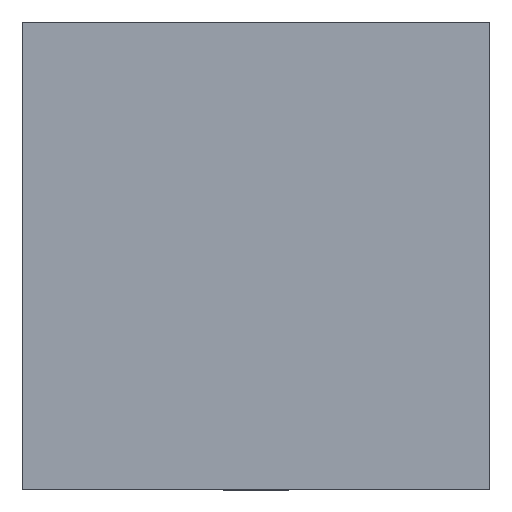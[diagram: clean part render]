
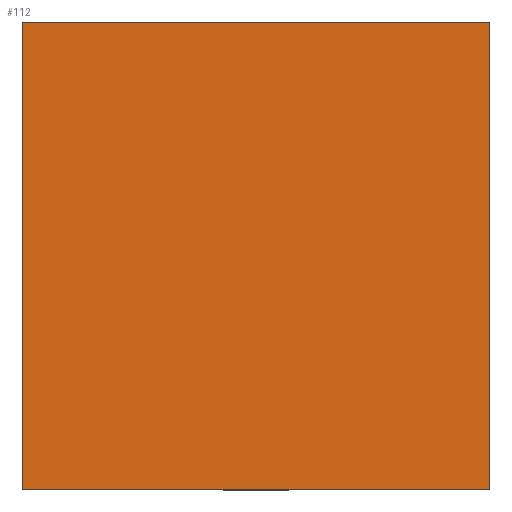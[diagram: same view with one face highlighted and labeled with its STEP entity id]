
A CAD part, top view. The second image highlights one B-rep face of the part: STEP entity #112.
In plain terms, the highlighted planar face has unit normal (0, 0, 1).
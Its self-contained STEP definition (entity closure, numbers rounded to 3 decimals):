
#4 = CARTESIAN_POINT ( 'NONE',  ( 0., 0., 0. ) ) ;
#16 = VERTEX_POINT ( 'NONE', #484 ) ;
#18 = CARTESIAN_POINT ( 'NONE',  ( 0.499, -0.499, 0. ) ) ;
#27 = CARTESIAN_POINT ( 'NONE',  ( 0.499, -0.499, 0. ) ) ;
#55 = DIRECTION ( 'NONE',  ( -1., 0., 0. ) ) ;
#76 = DIRECTION ( 'NONE',  ( 0., -1., 0. ) ) ;
#112 = ADVANCED_FACE ( 'NONE', ( #662 ), #470, .T. ) ;
#137 = AXIS2_PLACEMENT_3D ( 'NONE', #4, #243, #587 ) ;
#155 = EDGE_CURVE ( 'NONE', #581, #589, #643, .T. ) ;
#163 = LINE ( 'NONE', #27, #284 ) ;
#202 = VECTOR ( 'NONE', #55, 1000. ) ;
#236 = EDGE_CURVE ( 'NONE', #16, #578, #163, .T. ) ;
#238 = CARTESIAN_POINT ( 'NONE',  ( 0.499, -0.499, 0. ) ) ;
#243 = DIRECTION ( 'NONE',  ( 0., 0., 1. ) ) ;
#279 = ORIENTED_EDGE ( 'NONE', *, *, #155, .T. ) ;
#284 = VECTOR ( 'NONE', #497, 1000. ) ;
#290 = ORIENTED_EDGE ( 'NONE', *, *, #661, .T. ) ;
#295 = CARTESIAN_POINT ( 'NONE',  ( 0.499, 0.499, 0. ) ) ;
#315 = EDGE_CURVE ( 'NONE', #589, #16, #645, .T. ) ;
#321 = DIRECTION ( 'NONE',  ( 0., 1., 0. ) ) ;
#332 = VECTOR ( 'NONE', #76, 1000. ) ;
#337 = VECTOR ( 'NONE', #321, 1000. ) ;
#406 = CARTESIAN_POINT ( 'NONE',  ( 0.499, 0.499, 0. ) ) ;
#421 = CARTESIAN_POINT ( 'NONE',  ( -0.499, 0.499, 0. ) ) ;
#422 = EDGE_LOOP ( 'NONE', ( #545, #604, #290, #279 ) ) ;
#470 = PLANE ( 'NONE',  #137 ) ;
#484 = CARTESIAN_POINT ( 'NONE',  ( -0.499, -0.499, 0. ) ) ;
#497 = DIRECTION ( 'NONE',  ( 1., 0., 0. ) ) ;
#545 = ORIENTED_EDGE ( 'NONE', *, *, #315, .T. ) ;
#578 = VERTEX_POINT ( 'NONE', #238 ) ;
#581 = VERTEX_POINT ( 'NONE', #406 ) ;
#587 = DIRECTION ( 'NONE',  ( 1., 0., 0. ) ) ;
#589 = VERTEX_POINT ( 'NONE', #421 ) ;
#604 = ORIENTED_EDGE ( 'NONE', *, *, #236, .T. ) ;
#643 = LINE ( 'NONE', #295, #202 ) ;
#645 = LINE ( 'NONE', #660, #332 ) ;
#650 = LINE ( 'NONE', #18, #337 ) ;
#660 = CARTESIAN_POINT ( 'NONE',  ( -0.499, -0.499, 0. ) ) ;
#661 = EDGE_CURVE ( 'NONE', #578, #581, #650, .T. ) ;
#662 = FACE_OUTER_BOUND ( 'NONE', #422, .T. ) ;
